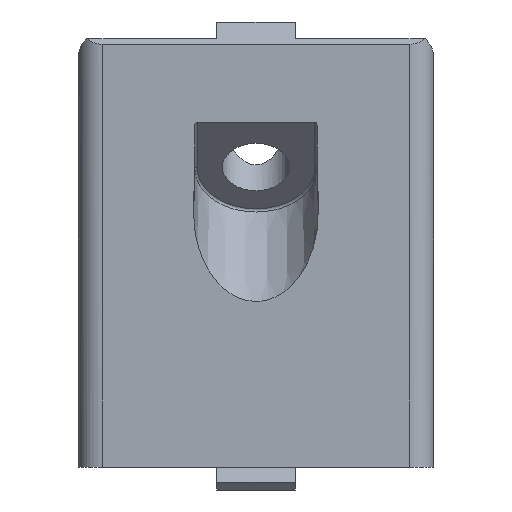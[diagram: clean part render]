
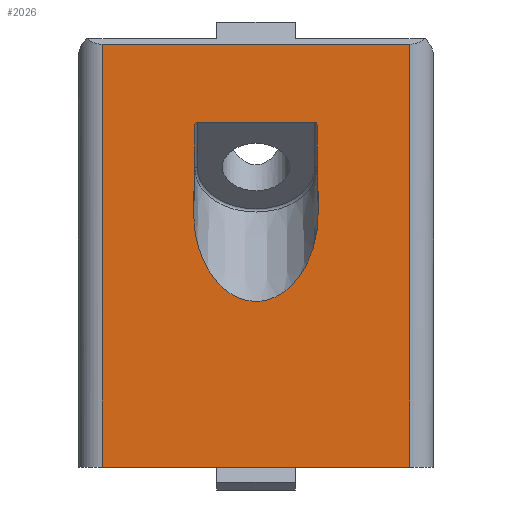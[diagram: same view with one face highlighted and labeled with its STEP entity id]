
A CAD part, left-side view. The second image highlights one B-rep face of the part: STEP entity #2026.
In plain terms, the highlighted planar face has unit normal (-1, 0, 0).
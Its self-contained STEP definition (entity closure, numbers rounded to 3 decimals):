
#37=FACE_BOUND('',#678,.T.);
#49=PLANE('',#2226);
#116=LINE('',#3182,#295);
#160=LINE('',#3682,#339);
#162=LINE('',#3688,#341);
#163=LINE('',#3689,#342);
#164=LINE('',#3692,#343);
#165=LINE('',#3696,#344);
#166=LINE('',#3700,#345);
#295=VECTOR('',#2442,10.);
#339=VECTOR('',#2616,10.);
#341=VECTOR('',#2622,10.);
#342=VECTOR('',#2623,10.);
#343=VECTOR('',#2624,10.);
#344=VECTOR('',#2627,10.);
#345=VECTOR('',#2630,10.);
#545=FACE_OUTER_BOUND('',#677,.T.);
#677=EDGE_LOOP('',(#1584,#1585,#1586,#1587));
#678=EDGE_LOOP('',(#1588,#1589,#1590,#1591,#1592,#1593));
#797=ELLIPSE('',#2227,11.161,7.891);
#798=ELLIPSE('',#2228,0.424,0.3);
#799=ELLIPSE('',#2229,0.424,0.3);
#911=VERTEX_POINT('',#3179);
#912=VERTEX_POINT('',#3181);
#974=VERTEX_POINT('',#3680);
#976=VERTEX_POINT('',#3687);
#977=VERTEX_POINT('',#3690);
#978=VERTEX_POINT('',#3691);
#979=VERTEX_POINT('',#3693);
#980=VERTEX_POINT('',#3695);
#981=VERTEX_POINT('',#3697);
#982=VERTEX_POINT('',#3699);
#1105=EDGE_CURVE('',#911,#912,#116,.T.);
#1198=EDGE_CURVE('',#974,#911,#160,.T.);
#1201=EDGE_CURVE('',#974,#976,#162,.T.);
#1202=EDGE_CURVE('',#912,#976,#163,.T.);
#1203=EDGE_CURVE('',#977,#978,#164,.T.);
#1204=EDGE_CURVE('',#978,#979,#797,.T.);
#1205=EDGE_CURVE('',#979,#980,#165,.T.);
#1206=EDGE_CURVE('',#981,#980,#798,.T.);
#1207=EDGE_CURVE('',#981,#982,#166,.T.);
#1208=EDGE_CURVE('',#977,#982,#799,.T.);
#1584=ORIENTED_EDGE('',*,*,#1198,.F.);
#1585=ORIENTED_EDGE('',*,*,#1201,.T.);
#1586=ORIENTED_EDGE('',*,*,#1202,.F.);
#1587=ORIENTED_EDGE('',*,*,#1105,.F.);
#1588=ORIENTED_EDGE('',*,*,#1203,.T.);
#1589=ORIENTED_EDGE('',*,*,#1204,.T.);
#1590=ORIENTED_EDGE('',*,*,#1205,.T.);
#1591=ORIENTED_EDGE('',*,*,#1206,.F.);
#1592=ORIENTED_EDGE('',*,*,#1207,.T.);
#1593=ORIENTED_EDGE('',*,*,#1208,.F.);
#2026=ADVANCED_FACE('',(#545,#37),#49,.T.);
#2226=AXIS2_PLACEMENT_3D('',#3686,#2620,#2621);
#2227=AXIS2_PLACEMENT_3D('',#3694,#2625,#2626);
#2228=AXIS2_PLACEMENT_3D('',#3698,#2628,#2629);
#2229=AXIS2_PLACEMENT_3D('',#3701,#2631,#2632);
#2442=DIRECTION('',(0.,1.,0.));
#2616=DIRECTION('',(0.,0.,-1.));
#2620=DIRECTION('center_axis',(-1.,0.,0.));
#2621=DIRECTION('ref_axis',(0.,-1.,0.));
#2622=DIRECTION('',(0.,1.,0.));
#2623=DIRECTION('',(0.,0.,1.));
#2624=DIRECTION('',(0.,-0.012,-1.));
#2625=DIRECTION('center_axis',(1.,0.,0.));
#2626=DIRECTION('ref_axis',(0.,0.,1.));
#2627=DIRECTION('',(0.,-0.012,1.));
#2628=DIRECTION('center_axis',(-1.,0.,0.));
#2629=DIRECTION('ref_axis',(0.,0.,1.));
#2630=DIRECTION('',(0.,-1.,0.));
#2631=DIRECTION('center_axis',(-1.,0.,0.));
#2632=DIRECTION('ref_axis',(0.,0.,
1.));
#3179=CARTESIAN_POINT('',(0.,-19.5,0.));
#3181=CARTESIAN_POINT('',(0.,19.5,0.));
#3182=CARTESIAN_POINT('',(0.,0.,0.));
#3680=CARTESIAN_POINT('',(0.,-19.5,53.59));
#3682=CARTESIAN_POINT('',(0.,-19.5,0.));
#3686=CARTESIAN_POINT('Origin',(0.,22.5,0.));
#3687=CARTESIAN_POINT('',(0.,19.5,53.59));
#3688=CARTESIAN_POINT('',(0.,22.5,53.59));
#3689=CARTESIAN_POINT('',(0.,19.5,0.));
#3690=CARTESIAN_POINT('',(0.,-7.755,43.259));
#3691=CARTESIAN_POINT('',(0.,-7.89,32.364));
#3692=CARTESIAN_POINT('',(0.,-7.949,27.577));
#3693=CARTESIAN_POINT('',(0.,7.89,32.364));
#3694=CARTESIAN_POINT('Origin',(0.,0.,
32.169));
#3695=CARTESIAN_POINT('',(0.,7.755,43.259));
#3696=CARTESIAN_POINT('',(0.,8.056,18.923));
#3697=CARTESIAN_POINT('',(0.,7.455,43.676));
#3698=CARTESIAN_POINT('Origin',(0.,7.455,
43.252));
#3699=CARTESIAN_POINT('',(0.,-7.455,43.676));
#3700=CARTESIAN_POINT('',(0.,11.25,43.676));
#3701=CARTESIAN_POINT('Origin',(0.,-7.455,
43.252));
